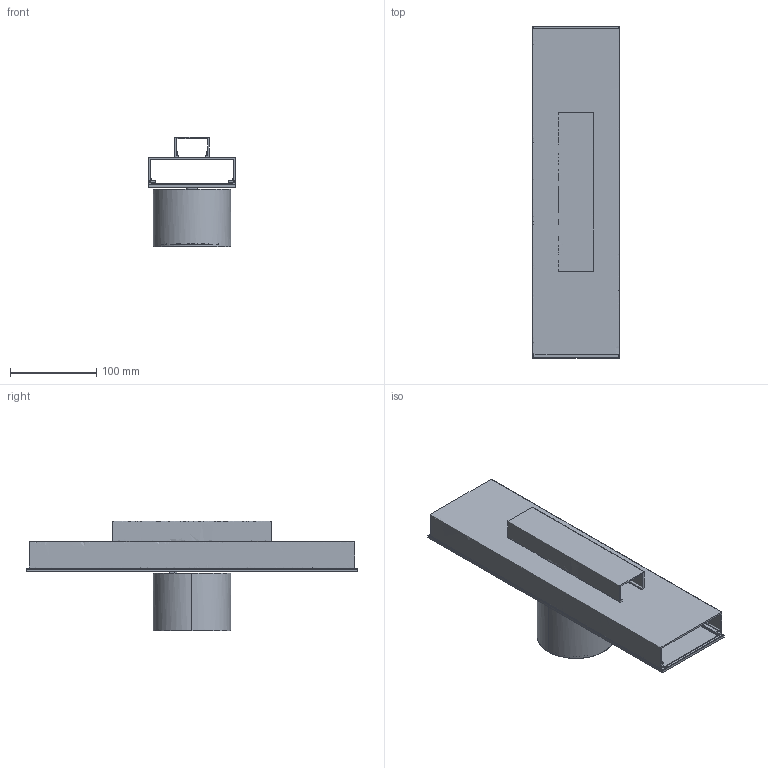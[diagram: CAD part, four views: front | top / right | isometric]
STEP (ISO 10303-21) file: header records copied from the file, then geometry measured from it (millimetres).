
FILE_DESCRIPTION(/* description */ (''),/* implementation_level */ '2;1');
FILE_NAME(/* name */ 'HOY SPOT Module System',/* time_stamp */ '2020-01-09T12:30:35+01:00',/* author */ (''),/* organization */ (''),/* preprocessor_version */ 'ST-DEVELOPER v15',/* originating_system */ '',/* authorisation */ '');
FILE_SCHEMA (('AUTOMOTIVE_DESIGN'));
Length unit declared in the file: millimetre
Products named in the file (1): Document
Bounding box: 100.6 x 384 x 127.23 mm (x, y, z)
Volume: 304715.9 mm3; surface area: 300812.2 mm2
Topology: 5 solids, 12 shells, 138 faces, 348 edges, 229 vertices
Faces by surface type: bspline 80, plane 58
Entity records: 5680 total; most frequent: CARTESIAN_POINT 3565, ORIENTED_EDGE 657, EDGE_CURVE 348, VERTEX_POINT 229, B_SPLINE_CURVE_WITH_KNOTS 199, EDGE_LOOP 149, ADVANCED_FACE 138, FACE_OUTER_BOUND 138
